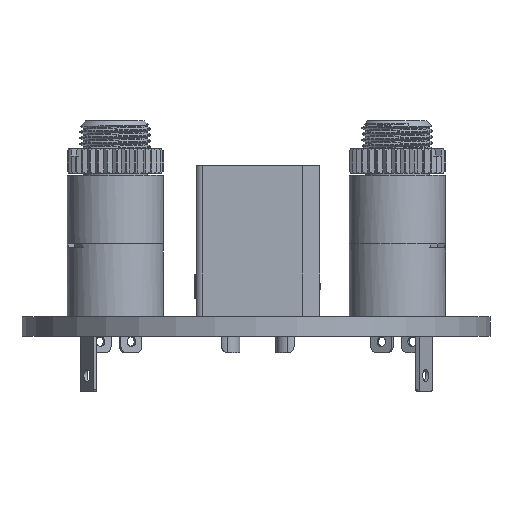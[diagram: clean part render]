
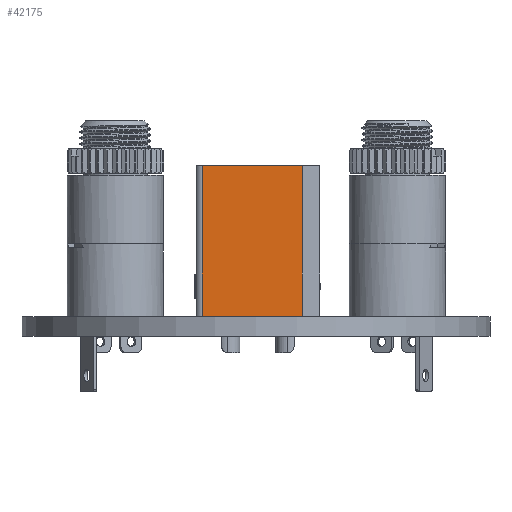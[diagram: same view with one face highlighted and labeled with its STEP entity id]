
A CAD part, front view. The second image highlights one B-rep face of the part: STEP entity #42175.
In plain terms, the highlighted face is planar.
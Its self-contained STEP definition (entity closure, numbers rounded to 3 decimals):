
#41388 = CYLINDRICAL_SURFACE('',#41389,0.5);
#41389 = AXIS2_PLACEMENT_3D('',#41390,#41391,#41392);
#41390 = CARTESIAN_POINT('',(0.5,0.5,0.));
#41391 = DIRECTION('',(-0.,0.,-1.));
#41392 = DIRECTION('',(-1.,0.,0.));
#42087 = CYLINDRICAL_SURFACE('',#42088,0.02);
#42088 = AXIS2_PLACEMENT_3D('',#42089,#42090,#42091);
#42089 = CARTESIAN_POINT('',(0.02,8.792,0.));
#42090 = DIRECTION('',(0.,0.,1.));
#42091 = DIRECTION('',(1.,0.,-0.));
#42175 = ADVANCED_FACE('',(#42176),#42190,.T.);
#42176 = FACE_BOUND('',#42177,.T.);
#42177 = EDGE_LOOP('',(#42178,#42213,#42236,#42264));
#42178 = ORIENTED_EDGE('',*,*,#42179,.T.);
#42179 = EDGE_CURVE('',#42180,#42182,#42184,.T.);
#42180 = VERTEX_POINT('',#42181);
#42181 = CARTESIAN_POINT('',(0.,8.792,0.02));
#42182 = VERTEX_POINT('',#42183);
#42183 = CARTESIAN_POINT('',(0.,0.5,0.02));
#42184 = SURFACE_CURVE('',#42185,(#42189,#42201),.PCURVE_S1.);
#42185 = LINE('',#42186,#42187);
#42186 = CARTESIAN_POINT('',(0.,0.,0.02));
#42187 = VECTOR('',#42188,1.);
#42188 = DIRECTION('',(-0.,-1.,0.));
#42189 = PCURVE('',#42190,#42195);
#42190 = PLANE('',#42191);
#42191 = AXIS2_PLACEMENT_3D('',#42192,#42193,#42194);
#42192 = CARTESIAN_POINT('',(0.,0.,0.));
#42193 = DIRECTION('',(-1.,0.,0.));
#42194 = DIRECTION('',(0.,1.,0.));
#42195 = DEFINITIONAL_REPRESENTATION('',(#42196),#42200);
#42196 = LINE('',#42197,#42198);
#42197 = CARTESIAN_POINT('',(0.,-0.02));
#42198 = VECTOR('',#42199,1.);
#42199 = DIRECTION('',(-1.,0.));
#42200 = ( GEOMETRIC_REPRESENTATION_CONTEXT(2) 
PARAMETRIC_REPRESENTATION_CONTEXT() REPRESENTATION_CONTEXT('2D SPACE',''
  ) );
#42201 = PCURVE('',#42202,#42207);
#42202 = CYLINDRICAL_SURFACE('',#42203,0.02);
#42203 = AXIS2_PLACEMENT_3D('',#42204,#42205,#42206);
#42204 = CARTESIAN_POINT('',(0.02,0.,0.02));
#42205 = DIRECTION('',(-0.,-1.,0.));
#42206 = DIRECTION('',(-1.,0.,0.));
#42207 = DEFINITIONAL_REPRESENTATION('',(#42208),#42212);
#42208 = LINE('',#42209,#42210);
#42209 = CARTESIAN_POINT('',(0.,0.));
#42210 = VECTOR('',#42211,1.);
#42211 = DIRECTION('',(0.,1.));
#42212 = ( GEOMETRIC_REPRESENTATION_CONTEXT(2) 
PARAMETRIC_REPRESENTATION_CONTEXT() REPRESENTATION_CONTEXT('2D SPACE',''
  ) );
#42213 = ORIENTED_EDGE('',*,*,#42214,.F.);
#42214 = EDGE_CURVE('',#42215,#42182,#42217,.T.);
#42215 = VERTEX_POINT('',#42216);
#42216 = CARTESIAN_POINT('',(0.,0.5,12.48));
#42217 = SURFACE_CURVE('',#42218,(#42222,#42229),.PCURVE_S1.);
#42218 = LINE('',#42219,#42220);
#42219 = CARTESIAN_POINT('',(0.,0.5,0.));
#42220 = VECTOR('',#42221,1.);
#42221 = DIRECTION('',(-0.,0.,-1.));
#42222 = PCURVE('',#42190,#42223);
#42223 = DEFINITIONAL_REPRESENTATION('',(#42224),#42228);
#42224 = LINE('',#42225,#42226);
#42225 = CARTESIAN_POINT('',(0.5,0.));
#42226 = VECTOR('',#42227,1.);
#42227 = DIRECTION('',(0.,1.));
#42228 = ( GEOMETRIC_REPRESENTATION_CONTEXT(2) 
PARAMETRIC_REPRESENTATION_CONTEXT() REPRESENTATION_CONTEXT('2D SPACE',''
  ) );
#42229 = PCURVE('',#41388,#42230);
#42230 = DEFINITIONAL_REPRESENTATION('',(#42231),#42235);
#42231 = LINE('',#42232,#42233);
#42232 = CARTESIAN_POINT('',(6.283,0.));
#42233 = VECTOR('',#42234,1.);
#42234 = DIRECTION('',(0.,1.));
#42235 = ( GEOMETRIC_REPRESENTATION_CONTEXT(2) 
PARAMETRIC_REPRESENTATION_CONTEXT() REPRESENTATION_CONTEXT('2D SPACE',''
  ) );
#42236 = ORIENTED_EDGE('',*,*,#42237,.F.);
#42237 = EDGE_CURVE('',#42238,#42215,#42240,.T.);
#42238 = VERTEX_POINT('',#42239);
#42239 = CARTESIAN_POINT('',(0.,8.792,12.48));
#42240 = SURFACE_CURVE('',#42241,(#42245,#42252),.PCURVE_S1.);
#42241 = LINE('',#42242,#42243);
#42242 = CARTESIAN_POINT('',(0.,0.,12.48));
#42243 = VECTOR('',#42244,1.);
#42244 = DIRECTION('',(-0.,-1.,0.));
#42245 = PCURVE('',#42190,#42246);
#42246 = DEFINITIONAL_REPRESENTATION('',(#42247),#42251);
#42247 = LINE('',#42248,#42249);
#42248 = CARTESIAN_POINT('',(0.,-12.48));
#42249 = VECTOR('',#42250,1.);
#42250 = DIRECTION('',(-1.,0.));
#42251 = ( GEOMETRIC_REPRESENTATION_CONTEXT(2) 
PARAMETRIC_REPRESENTATION_CONTEXT() REPRESENTATION_CONTEXT('2D SPACE',''
  ) );
#42252 = PCURVE('',#42253,#42258);
#42253 = CYLINDRICAL_SURFACE('',#42254,0.02);
#42254 = AXIS2_PLACEMENT_3D('',#42255,#42256,#42257);
#42255 = CARTESIAN_POINT('',(0.02,0.,12.48));
#42256 = DIRECTION('',(-0.,-1.,0.));
#42257 = DIRECTION('',(-1.,0.,0.));
#42258 = DEFINITIONAL_REPRESENTATION('',(#42259),#42263);
#42259 = LINE('',#42260,#42261);
#42260 = CARTESIAN_POINT('',(6.283,0.));
#42261 = VECTOR('',#42262,1.);
#42262 = DIRECTION('',(0.,1.));
#42263 = ( GEOMETRIC_REPRESENTATION_CONTEXT(2) 
PARAMETRIC_REPRESENTATION_CONTEXT() REPRESENTATION_CONTEXT('2D SPACE',''
  ) );
#42264 = ORIENTED_EDGE('',*,*,#42265,.F.);
#42265 = EDGE_CURVE('',#42180,#42238,#42266,.T.);
#42266 = SURFACE_CURVE('',#42267,(#42271,#42278),.PCURVE_S1.);
#42267 = LINE('',#42268,#42269);
#42268 = CARTESIAN_POINT('',(0.,8.792,0.));
#42269 = VECTOR('',#42270,1.);
#42270 = DIRECTION('',(0.,0.,1.));
#42271 = PCURVE('',#42190,#42272);
#42272 = DEFINITIONAL_REPRESENTATION('',(#42273),#42277);
#42273 = LINE('',#42274,#42275);
#42274 = CARTESIAN_POINT('',(8.792,0.));
#42275 = VECTOR('',#42276,1.);
#42276 = DIRECTION('',(0.,-1.));
#42277 = ( GEOMETRIC_REPRESENTATION_CONTEXT(2) 
PARAMETRIC_REPRESENTATION_CONTEXT() REPRESENTATION_CONTEXT('2D SPACE',''
  ) );
#42278 = PCURVE('',#42087,#42279);
#42279 = DEFINITIONAL_REPRESENTATION('',(#42280),#42284);
#42280 = LINE('',#42281,#42282);
#42281 = CARTESIAN_POINT('',(3.142,0.));
#42282 = VECTOR('',#42283,1.);
#42283 = DIRECTION('',(0.,1.));
#42284 = ( GEOMETRIC_REPRESENTATION_CONTEXT(2) 
PARAMETRIC_REPRESENTATION_CONTEXT() REPRESENTATION_CONTEXT('2D SPACE',''
  ) );
